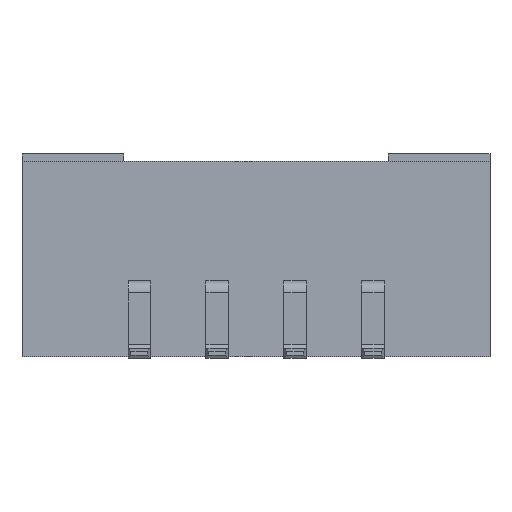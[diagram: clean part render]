
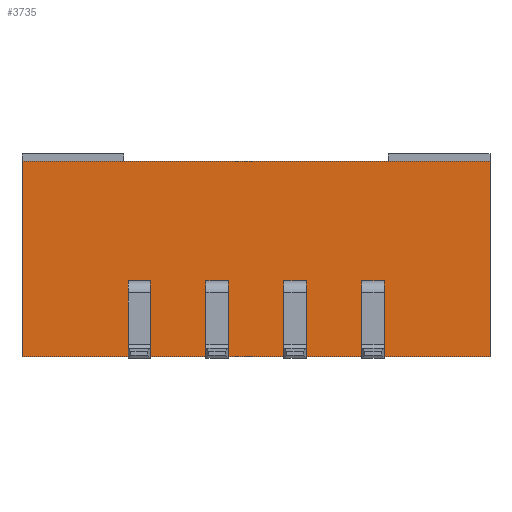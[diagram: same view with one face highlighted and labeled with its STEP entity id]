
A CAD part, front view. The second image highlights one B-rep face of the part: STEP entity #3735.
In plain terms, the highlighted planar face has unit normal (0, -1, 0).
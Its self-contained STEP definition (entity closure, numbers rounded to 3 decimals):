
#328=ORIENTED_EDGE('',*,*,#877,.F.);
#329=ORIENTED_EDGE('',*,*,#866,.F.);
#330=ORIENTED_EDGE('',*,*,#876,.T.);
#331=ORIENTED_EDGE('',*,*,#868,.T.);
#332=ORIENTED_EDGE('',*,*,#921,.F.);
#333=ORIENTED_EDGE('',*,*,#910,.F.);
#334=ORIENTED_EDGE('',*,*,#920,.T.);
#335=ORIENTED_EDGE('',*,*,#912,.T.);
#336=ORIENTED_EDGE('',*,*,#965,.F.);
#337=ORIENTED_EDGE('',*,*,#954,.F.);
#338=ORIENTED_EDGE('',*,*,#964,.T.);
#339=ORIENTED_EDGE('',*,*,#956,.T.);
#340=ORIENTED_EDGE('',*,*,#974,.F.);
#341=ORIENTED_EDGE('',*,*,#975,.F.);
#342=ORIENTED_EDGE('',*,*,#976,.T.);
#343=ORIENTED_EDGE('',*,*,#977,.T.);
#344=ORIENTED_EDGE('',*,*,#978,.F.);
#345=ORIENTED_EDGE('',*,*,#979,.T.);
#346=ORIENTED_EDGE('',*,*,#980,.T.);
#347=ORIENTED_EDGE('',*,*,#981,.F.);
#866=EDGE_CURVE('',#1238,#1237,#1484,.T.);
#868=EDGE_CURVE('',#1241,#1239,#1486,.T.);
#876=EDGE_CURVE('',#1238,#1241,#1492,.T.);
#877=EDGE_CURVE('',#1237,#1239,#1493,.T.);
#910=EDGE_CURVE('',#1266,#1265,#1520,.T.);
#912=EDGE_CURVE('',#1269,#1267,#1522,.T.);
#920=EDGE_CURVE('',#1266,#1269,#1528,.T.);
#921=EDGE_CURVE('',#1265,#1267,#1529,.T.);
#954=EDGE_CURVE('',#1294,#1293,#1556,.T.);
#956=EDGE_CURVE('',#1297,#1295,#1558,.T.);
#964=EDGE_CURVE('',#1294,#1297,#1564,.T.);
#965=EDGE_CURVE('',#1293,#1295,#1565,.T.);
#974=EDGE_CURVE('',#1309,#1310,#1574,.T.);
#975=EDGE_CURVE('',#1311,#1309,#1575,.T.);
#976=EDGE_CURVE('',#1311,#1312,#1576,.T.);
#977=EDGE_CURVE('',#1312,#1310,#1577,.T.);
#978=EDGE_CURVE('',#1313,#1314,#1578,.T.);
#979=EDGE_CURVE('',#1313,#1315,#1579,.T.);
#980=EDGE_CURVE('',#1315,#1316,#1580,.T.);
#981=EDGE_CURVE('',#1314,#1316,#1581,.T.);
#1237=VERTEX_POINT('',#4808);
#1238=VERTEX_POINT('',#4810);
#1239=VERTEX_POINT('',#4814);
#1241=VERTEX_POINT('',#4817);
#1265=VERTEX_POINT('',#4897);
#1266=VERTEX_POINT('',#4899);
#1267=VERTEX_POINT('',#4903);
#1269=VERTEX_POINT('',#4906);
#1293=VERTEX_POINT('',#4986);
#1294=VERTEX_POINT('',#4988);
#1295=VERTEX_POINT('',#4992);
#1297=VERTEX_POINT('',#4995);
#1309=VERTEX_POINT('',#5032);
#1310=VERTEX_POINT('',#5033);
#1311=VERTEX_POINT('',#5035);
#1312=VERTEX_POINT('',#5037);
#1313=VERTEX_POINT('',#5040);
#1314=VERTEX_POINT('',#5041);
#1315=VERTEX_POINT('',#5043);
#1316=VERTEX_POINT('',#5045);
#1484=LINE('',#4811,#1835);
#1486=LINE('',#4816,#1837);
#1492=LINE('',#4831,#1843);
#1493=LINE('',#4833,#1844);
#1520=LINE('',#4900,#1871);
#1522=LINE('',#4905,#1873);
#1528=LINE('',#4920,#1879);
#1529=LINE('',#4922,#1880);
#1556=LINE('',#4989,#1907);
#1558=LINE('',#4994,#1909);
#1564=LINE('',#5009,#1915);
#1565=LINE('',#5011,#1916);
#1574=LINE('',#5031,#1925);
#1575=LINE('',#5034,#1926);
#1576=LINE('',#5036,#1927);
#1577=LINE('',#5038,#1928);
#1578=LINE('',#5039,#1929);
#1579=LINE('',#5042,#1930);
#1580=LINE('',#5044,#1931);
#1581=LINE('',#5046,#1932);
#1835=VECTOR('',#4087,1000.);
#1837=VECTOR('',#4091,1000.);
#1843=VECTOR('',#4107,1000.);
#1844=VECTOR('',#4110,1000.);
#1871=VECTOR('',#4173,1000.);
#1873=VECTOR('',#4177,1000.);
#1879=VECTOR('',#4193,1000.);
#1880=VECTOR('',#4196,1000.);
#1907=VECTOR('',#4259,1000.);
#1909=VECTOR('',#4263,1000.);
#1915=VECTOR('',#4279,1000.);
#1916=VECTOR('',#4282,1000.);
#1925=VECTOR('',#4297,1000.);
#1926=VECTOR('',#4298,1000.);
#1927=VECTOR('',#4299,1000.);
#1928=VECTOR('',#4300,1000.);
#1929=VECTOR('',#4301,1000.);
#1930=VECTOR('',#4302,1000.);
#1931=VECTOR('',#4303,1000.);
#1932=VECTOR('',#4304,1000.);
#2213=EDGE_LOOP('',(#328,#329,#330,#331));
#2214=EDGE_LOOP('',(#332,#333,#334,#335));
#2215=EDGE_LOOP('',(#336,#337,#338,#339));
#2216=EDGE_LOOP('',(#340,#341,#342,#343));
#2217=EDGE_LOOP('',(#344,#345,#346,#347));
#2373=FACE_BOUND('',#2213,.T.);
#2374=FACE_BOUND('',#2214,.T.);
#2375=FACE_BOUND('',#2215,.T.);
#2376=FACE_BOUND('',#2216,.T.);
#2377=FACE_BOUND('',#2217,.T.);
#2521=PLANE('',#3916);
#3735=ADVANCED_FACE('',(#2373,#2374,#2375,#2376,#2377),#2521,.T.);
#3916=AXIS2_PLACEMENT_3D('',#5030,#4295,#4296);
#4087=DIRECTION('',(-1.,0.,0.));
#4091=DIRECTION('',(-1.,0.,0.));
#4107=DIRECTION('',(0.,0.,-1.));
#4110=DIRECTION('',(0.,0.,-1.));
#4173=DIRECTION('',(-1.,0.,0.));
#4177=DIRECTION('',(-1.,0.,0.));
#4193=DIRECTION('',(0.,0.,-1.));
#4196=DIRECTION('',(0.,0.,-1.));
#4259=DIRECTION('',(-1.,0.,0.));
#4263=DIRECTION('',(-1.,0.,0.));
#4279=DIRECTION('',(0.,0.,-1.));
#4282=DIRECTION('',(0.,0.,-1.));
#4295=DIRECTION('',(0.,-1.,0.));
#4296=DIRECTION('',(1.,0.,0.));
#4297=DIRECTION('',(0.,0.,-1.));
#4298=DIRECTION('',(-1.,0.,0.));
#4299=DIRECTION('',(0.,0.,-1.));
#4300=DIRECTION('',(-1.,0.,0.));
#4301=DIRECTION('',(0.,0.,-1.));
#4302=DIRECTION('',(-1.,0.,0.));
#4303=DIRECTION('',(0.,0.,-1.));
#4304=DIRECTION('',(-1.,0.,0.));
#4808=CARTESIAN_POINT('',(-3.282,-7.793,1.944));
#4810=CARTESIAN_POINT('',(-2.714,-7.793,1.944));
#4811=CARTESIAN_POINT('',(-2.714,-7.793,1.944));
#4814=CARTESIAN_POINT('',(-3.282,-7.793,1.706));
#4816=CARTESIAN_POINT('',(-2.714,-7.793,1.706));
#4817=CARTESIAN_POINT('',(-2.714,-7.793,1.706));
#4831=CARTESIAN_POINT('',(-2.714,-7.793,1.944));
#4833=CARTESIAN_POINT('',(-3.282,-7.793,1.944));
#4897=CARTESIAN_POINT('',(-1.283,-7.793,1.944));
#4899=CARTESIAN_POINT('',(-0.715,-7.793,1.944));
#4900=CARTESIAN_POINT('',(-0.715,-7.793,1.944));
#4903=CARTESIAN_POINT('',(-1.283,-7.793,1.706));
#4905=CARTESIAN_POINT('',(-0.715,-7.793,1.706));
#4906=CARTESIAN_POINT('',(-0.715,-7.793,1.706));
#4920=CARTESIAN_POINT('',(-0.715,-7.793,1.944));
#4922=CARTESIAN_POINT('',(-1.283,-7.793,1.944));
#4986=CARTESIAN_POINT('',(0.717,-7.793,1.944));
#4988=CARTESIAN_POINT('',(1.285,-7.793,1.944));
#4989=CARTESIAN_POINT('',(1.285,-7.793,1.944));
#4992=CARTESIAN_POINT('',(0.717,-7.793,1.706));
#4994=CARTESIAN_POINT('',(1.285,-7.793,1.706));
#4995=CARTESIAN_POINT('',(1.285,-7.793,1.706));
#5009=CARTESIAN_POINT('',(1.285,-7.793,1.944));
#5011=CARTESIAN_POINT('',(0.717,-7.793,1.944));
#5030=CARTESIAN_POINT('',(6.,-7.793,5.2));
#5031=CARTESIAN_POINT('',(2.716,-7.793,1.944));
#5032=CARTESIAN_POINT('',(2.716,-7.793,1.944));
#5033=CARTESIAN_POINT('',(2.716,-7.793,1.706));
#5034=CARTESIAN_POINT('',(3.284,-7.793,1.944));
#5035=CARTESIAN_POINT('',(3.284,-7.793,1.944));
#5036=CARTESIAN_POINT('',(3.284,-7.793,1.944));
#5037=CARTESIAN_POINT('',(3.284,-7.793,1.706));
#5038=CARTESIAN_POINT('',(3.284,-7.793,1.706));
#5039=CARTESIAN_POINT('',(6.,-7.793,5.2));
#5040=CARTESIAN_POINT('',(6.,-7.793,5.011));
#5041=CARTESIAN_POINT('',(6.,-7.793,0.));
#5042=CARTESIAN_POINT('',(6.,-7.793,5.011));
#5043=CARTESIAN_POINT('',(-6.,-7.793,5.011));
#5044=CARTESIAN_POINT('',(-6.,-7.793,5.2));
#5045=CARTESIAN_POINT('',(-6.,-7.793,0.));
#5046=CARTESIAN_POINT('',(6.,-7.793,0.));
